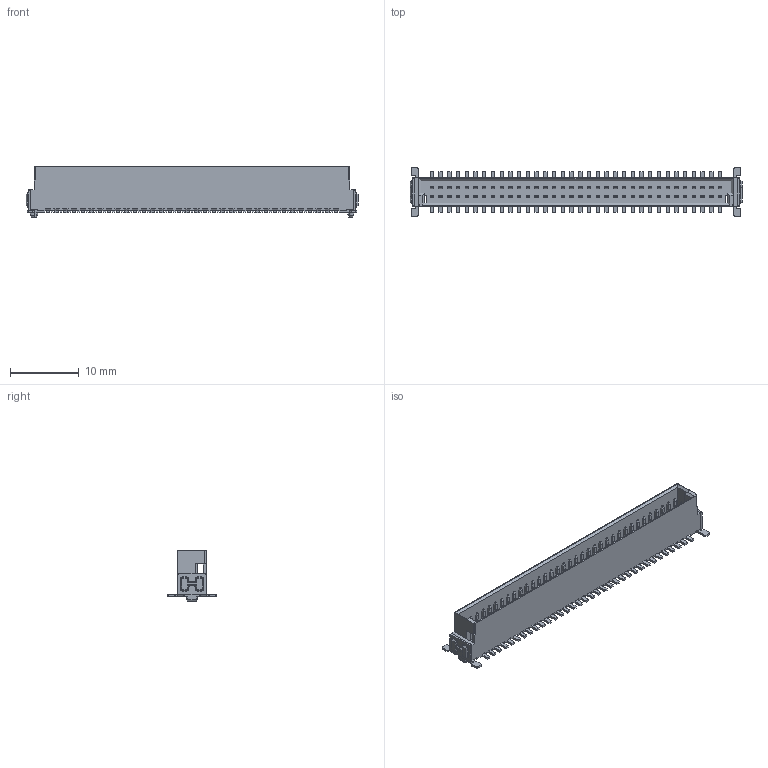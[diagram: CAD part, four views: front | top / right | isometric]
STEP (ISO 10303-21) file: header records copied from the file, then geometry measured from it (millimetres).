
FILE_DESCRIPTION(/* description */ (''),/* implementation_level */ '2;1');
FILE_NAME(/* name */ '9015-68-1-60-PPTR.stp',/* time_stamp */ '2017-01-19T08:42:32+01:00',/* author */ ('andreas.larin'),/* organization */ (''),/* preprocessor_version */ 'ST-DEVELOPER v15.6',/* originating_system */ 'Autodesk Inventor 2015',/* authorisation */ '');
FILE_SCHEMA (('AUTOMOTIVE_DESIGN { 1 0 10303 214 3 1 1 }'));
Length unit declared in the file: millimetre
Products named in the file (4): T-912-S-1-00; T-9015-A-2-00 A1; I-9015-H6.7-68-1-3; 9015-68-1-60-PPTR
Bounding box: 48.26 x 7.2 x 7.5 mm (x, y, z)
Volume: 579.9 mm3; surface area: 2727.5 mm2
Topology: 71 solids, 71 shells, 5236 faces, 14125 edges, 9029 vertices
Faces by surface type: plane 3893, cylinder 1237, torus 76, cone 26, bspline 4
Entity records: 55455 total; most frequent: CARTESIAN_POINT 10139, ORIENTED_EDGE 9802, DIRECTION 8687, EDGE_CURVE 4901, LINE 4539, VECTOR 4539, VERTEX_POINT 3153, AXIS2_PLACEMENT_3D 2074
